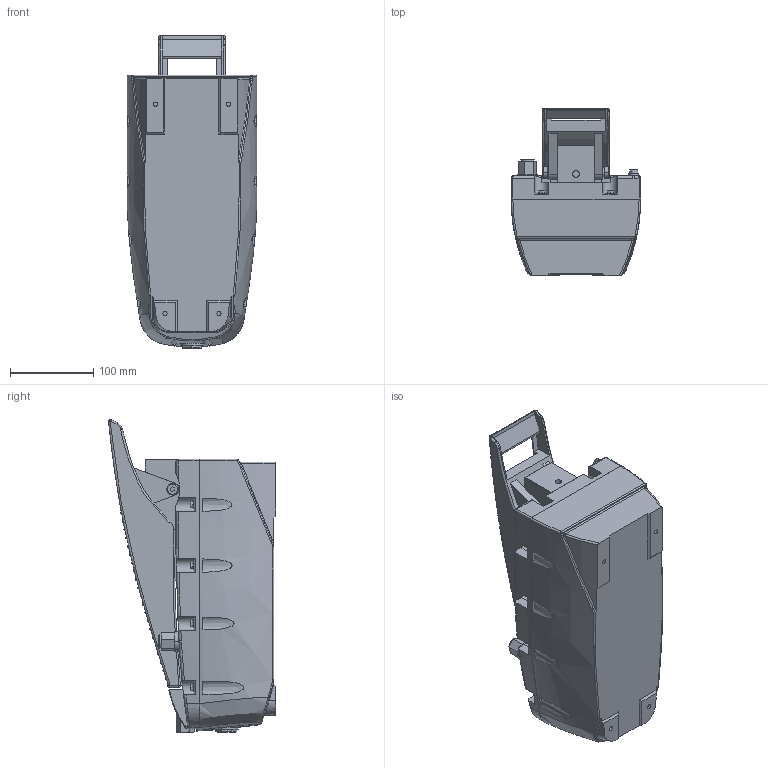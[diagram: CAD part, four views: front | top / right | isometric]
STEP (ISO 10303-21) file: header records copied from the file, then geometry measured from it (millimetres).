
FILE_DESCRIPTION (( 'STEP AP214' ), '1' );
FILE_NAME ('AHP1120.STEP', '2017-03-10T08:54:10', ( '' ), ( '' ), 'SwSTEP 2.0', 'SolidWorks 2017', '' );
FILE_SCHEMA (( 'AUTOMOTIVE_DESIGN' ));
Length unit declared in the file: millimetre
Products named in the file (1): AHP1120
Bounding box: 156.13 x 201.38 x 376.57 mm (x, y, z)
Volume: 5958990.9 mm3; surface area: 271466.6 mm2
Topology: 1 solids, 1 shells, 689 faces, 1711 edges, 1100 vertices
Faces by surface type: plane 371, cylinder 173, bspline 105, cone 20, sphere 11, torus 9
Entity records: 29898 total; most frequent: CARTESIAN_POINT 12752, ORIENTED_EDGE 3394, DIRECTION 2871, EDGE_CURVE 1697, VERTEX_POINT 1094, AXIS2_PLACEMENT_3D 1008, LINE 855, VECTOR 855
